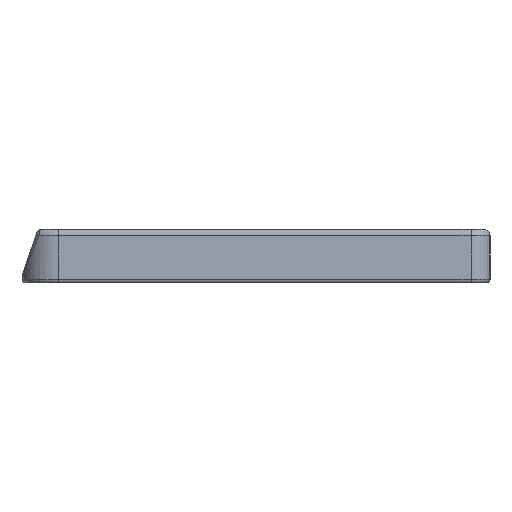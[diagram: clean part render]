
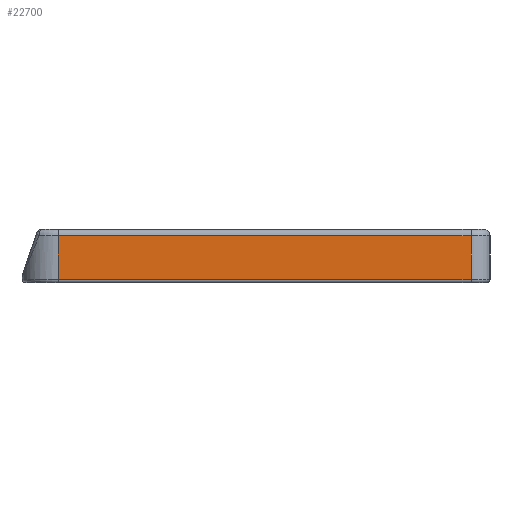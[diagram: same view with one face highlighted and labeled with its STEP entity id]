
A CAD part, left-side view. The second image highlights one B-rep face of the part: STEP entity #22700.
In plain terms, the highlighted planar face has unit normal (-1, 0, 0).
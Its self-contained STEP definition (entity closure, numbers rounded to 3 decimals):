
#800=PLANE('',#24942);
#2423=FACE_OUTER_BOUND('',#3814,.T.);
#3814=EDGE_LOOP('',(#21017,#21018,#21019,#21020));
#5839=LINE('',#37754,#8040);
#6006=LINE('',#38486,#8207);
#6007=LINE('',#38489,#8208);
#6008=LINE('',#38490,#8209);
#8040=VECTOR('',#30856,10.);
#8207=VECTOR('',#31371,10.);
#8208=VECTOR('',#31374,10.);
#8209=VECTOR('',#31375,10.);
#11404=VERTEX_POINT('',#37749);
#11405=VERTEX_POINT('',#37753);
#11576=VERTEX_POINT('',#38484);
#11577=VERTEX_POINT('',#38488);
#14515=EDGE_CURVE('',#11404,#11405,#5839,.T.);
#14779=EDGE_CURVE('',#11576,#11404,#6006,.T.);
#14780=EDGE_CURVE('',#11577,#11576,#6007,.T.);
#14781=EDGE_CURVE('',#11405,#11577,#6008,.T.);
#21017=ORIENTED_EDGE('',*,*,#14515,.F.);
#21018=ORIENTED_EDGE('',*,*,#14779,.F.);
#21019=ORIENTED_EDGE('',*,*,#14780,.F.);
#21020=ORIENTED_EDGE('',*,*,#14781,.F.);
#22700=ADVANCED_FACE('',(#2423),#800,.T.);
#24942=AXIS2_PLACEMENT_3D('',#38487,#31372,#31373);
#30856=DIRECTION('',(0.,1.,0.));
#31371=DIRECTION('',(0.,0.,-1.));
#31372=DIRECTION('center_axis',(-1.,0.,0.));
#31373=DIRECTION('ref_axis',(0.,-1.,0.));
#31374=DIRECTION('',(0.,-1.,0.));
#31375=DIRECTION('',(0.,0.,1.));
#37749=CARTESIAN_POINT('',(-4.475,-125.488,-8.2));
#37753=CARTESIAN_POINT('',(-4.475,5.975,-8.2));
#37754=CARTESIAN_POINT('',(-4.475,-23.528,-8.2));
#38484=CARTESIAN_POINT('',(-4.475,-125.488,5.8));
#38486=CARTESIAN_POINT('',(-4.475,-125.488,0.));
#38487=CARTESIAN_POINT('Origin',(-4.475,12.475,0.));
#38488=CARTESIAN_POINT('',(-4.475,5.975,5.8));
#38489=CARTESIAN_POINT('',(-4.475,-23.528,5.8));
#38490=CARTESIAN_POINT('',(-4.475,5.975,1.9));
